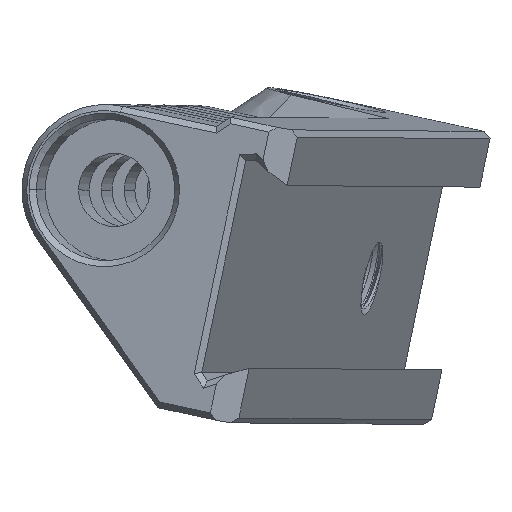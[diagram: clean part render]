
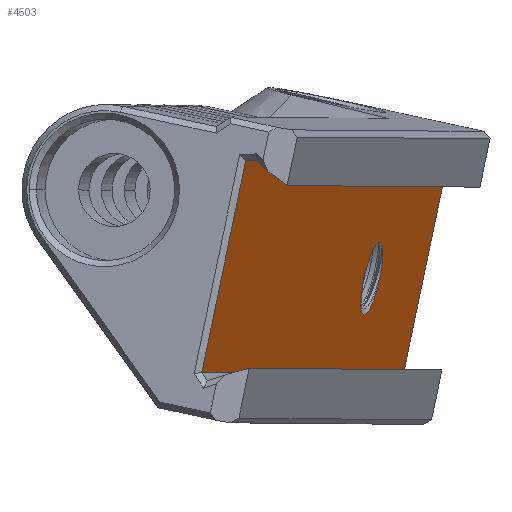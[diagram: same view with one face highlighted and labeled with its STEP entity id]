
A CAD part, top view. The second image highlights one B-rep face of the part: STEP entity #4503.
In plain terms, the highlighted planar face has unit normal (0.957, -0.208, 0.203).
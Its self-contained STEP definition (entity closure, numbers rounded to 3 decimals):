
#5 = CARTESIAN_POINT ( 'NONE',  ( 22.257, -2.836, -40.532 ) ) ;
#10 = EDGE_CURVE ( 'NONE', #1768, #212, #6733, .T. ) ;
#13 = EDGE_CURVE ( 'NONE', #3976, #385, #4256, .T. ) ;
#86 = B_SPLINE_CURVE_WITH_KNOTS ( 'NONE', 3,
 ( #2082, #4875, #7185, #6494, #7221, #314, #3756, #2156, #4315, #984, #3275, #430, #4833, #2679 ),
 .UNSPECIFIED., .F., .F.,
 ( 4, 2, 2, 2, 2, 2, 4 ),
 ( 0., 0., 0.001, 0.002, 0.002, 0.003, 0.003 ),
 .UNSPECIFIED. ) ;
#124 = CARTESIAN_POINT ( 'NONE',  ( 24.695, 8.892, -40.013 ) ) ;
#200 = FACE_BOUND ( 'NONE', #3310, .T. ) ;
#212 = VERTEX_POINT ( 'NONE', #4218 ) ;
#263 = VERTEX_POINT ( 'NONE', #124 ) ;
#314 = CARTESIAN_POINT ( 'NONE',  ( 21.699, 5.398, -29.491 ) ) ;
#359 = CARTESIAN_POINT ( 'NONE',  ( 21.922, 4.156, -31.809 ) ) ;
#373 = VERTEX_POINT ( 'NONE', #6902 ) ;
#385 = VERTEX_POINT ( 'NONE', #7300 ) ;
#430 = CARTESIAN_POINT ( 'NONE',  ( 21.24, 3.892, -28.868 ) ) ;
#457 = VERTEX_POINT ( 'NONE', #1410 ) ;
#466 = CARTESIAN_POINT ( 'NONE',  ( 21.644, 4.217, -30.439 ) ) ;
#552 = CARTESIAN_POINT ( 'NONE',  ( 21.201, 3.65, -28.931 ) ) ;
#687 = CARTESIAN_POINT ( 'NONE',  ( 22.257, -2.836, -40.532 ) ) ;
#858 = EDGE_LOOP ( 'NONE', ( #4746, #1481, #4976, #3351 ) ) ;
#912 = CARTESIAN_POINT ( 'NONE',  ( 21.191, 2.731, -29.825 ) ) ;
#929 = EDGE_CURVE ( 'NONE', #373, #212, #4464, .T. ) ;
#953 = CARTESIAN_POINT ( 'NONE',  ( 21.707, 3.333, -31.636 ) ) ;
#984 = CARTESIAN_POINT ( 'NONE',  ( 21.317, 4.264, -28.849 ) ) ;
#1271 = EDGE_CURVE ( 'NONE', #263, #373, #6588, .T. ) ;
#1410 = CARTESIAN_POINT ( 'NONE',  ( 21.941, 5.585, -30.439 ) ) ;
#1481 = ORIENTED_EDGE ( 'NONE', *, *, #929, .T. ) ;
#1768 = VERTEX_POINT ( 'NONE', #2043 ) ;
#1797 = AXIS2_PLACEMENT_3D ( 'NONE', #687, #4101, #6347 ) ;
#1911 = EDGE_CURVE ( 'NONE', #263, #1768, #2784, .T. ) ;
#1985 = CIRCLE ( 'NONE', #2228, 1.4 ) ;
#2043 = CARTESIAN_POINT ( 'NONE',  ( 22.891, 0.213, -40.397 ) ) ;
#2082 = CARTESIAN_POINT ( 'NONE',  ( 21.941, 5.585, -30.439 ) ) ;
#2116 = VECTOR ( 'NONE', #4268, 1000. ) ;
#2156 = CARTESIAN_POINT ( 'NONE',  ( 21.478, 4.859, -28.998 ) ) ;
#2228 = AXIS2_PLACEMENT_3D ( 'NONE', #466, #2255, #6023 ) ;
#2255 = DIRECTION ( 'NONE',  ( -0.957, 0.208, -0.203 ) ) ;
#2261 = DIRECTION ( 'NONE',  ( -0.203, -0.978, -0.043 ) ) ;
#2298 = CARTESIAN_POINT ( 'NONE',  ( 14.626, 0.213, -1.516 ) ) ;
#2399 = B_SPLINE_CURVE_WITH_KNOTS ( 'NONE', 3,
 ( #912, #6571, #3206, #3168, #3644, #6025, #6604, #5913, #3684, #5951, #953, #3246, #3092, #359 ),
 .UNSPECIFIED., .F., .F.,
 ( 4, 2, 2, 2, 2, 2, 4 ),
 ( 0., 0., 0.001, 0.001, 0.002, 0.002, 0.003 ),
 .UNSPECIFIED. ) ;
#2600 = VECTOR ( 'NONE', #3371, 1000. ) ;
#2679 = CARTESIAN_POINT ( 'NONE',  ( 21.201, 3.65, -28.931 ) ) ;
#2784 = LINE ( 'NONE', #5, #3783 ) ;
#2848 = EDGE_CURVE ( 'NONE', #457, #3976, #86, .T. ) ;
#2977 = PLANE ( 'NONE',  #1797 ) ;
#3092 = CARTESIAN_POINT ( 'NONE',  ( 21.873, 3.909, -31.831 ) ) ;
#3168 = CARTESIAN_POINT ( 'NONE',  ( 21.272, 2.632, -30.308 ) ) ;
#3206 = CARTESIAN_POINT ( 'NONE',  ( 21.226, 2.66, -30.064 ) ) ;
#3246 = CARTESIAN_POINT ( 'NONE',  ( 21.811, 3.662, -31.789 ) ) ;
#3275 = CARTESIAN_POINT ( 'NONE',  ( 21.289, 4.138, -28.847 ) ) ;
#3310 = EDGE_LOOP ( 'NONE', ( #6550, #6676, #4870, #5911 ) ) ;
#3323 = EDGE_CURVE ( 'NONE', #457, #6247, #1985, .T. ) ;
#3351 = ORIENTED_EDGE ( 'NONE', *, *, #1911, .F. ) ;
#3371 = DIRECTION ( 'NONE',  ( -0.208, 0., 0.978 ) ) ;
#3644 = CARTESIAN_POINT ( 'NONE',  ( 21.299, 2.632, -30.433 ) ) ;
#3684 = CARTESIAN_POINT ( 'NONE',  ( 21.598, 3.048, -31.416 ) ) ;
#3756 = CARTESIAN_POINT ( 'NONE',  ( 21.624, 5.244, -29.293 ) ) ;
#3783 = VECTOR ( 'NONE', #6819, 1000. ) ;
#3853 = CARTESIAN_POINT ( 'NONE',  ( 21.168, 2.82, -29.625 ) ) ;
#3976 = VERTEX_POINT ( 'NONE', #5285 ) ;
#4101 = DIRECTION ( 'NONE',  ( -0.957, 0.208, -0.203 ) ) ;
#4152 = VECTOR ( 'NONE', #2261, 1000. ) ;
#4218 = CARTESIAN_POINT ( 'NONE',  ( 14.626, 0.213, -1.516 ) ) ;
#4256 = B_SPLINE_CURVE_WITH_KNOTS ( 'NONE', 3,
 ( #552, #7245, #6179, #6694, #3853, #6658 ),
 .UNSPECIFIED., .F., .F.,
 ( 4, 2, 4 ),
 ( 0., 0.001, 0.001 ),
 .UNSPECIFIED. ) ;
#4268 = DIRECTION ( 'NONE',  ( -0.208, 0., 0.978 ) ) ;
#4315 = CARTESIAN_POINT ( 'NONE',  ( 21.407, 4.627, -28.902 ) ) ;
#4464 = LINE ( 'NONE', #2298, #4152 ) ;
#4503 = ADVANCED_FACE ( 'NONE', ( #5278, #200 ), #2977, .F. ) ;
#4624 = EDGE_CURVE ( 'NONE', #385, #6247, #2399, .T. ) ;
#4746 = ORIENTED_EDGE ( 'NONE', *, *, #1271, .T. ) ;
#4833 = CARTESIAN_POINT ( 'NONE',  ( 21.219, 3.771, -28.892 ) ) ;
#4870 = ORIENTED_EDGE ( 'NONE', *, *, #2848, .F. ) ;
#4875 = CARTESIAN_POINT ( 'NONE',  ( 21.919, 5.603, -30.314 ) ) ;
#4976 = ORIENTED_EDGE ( 'NONE', *, *, #10, .F. ) ;
#5023 = CARTESIAN_POINT ( 'NONE',  ( 21.922, 4.156, -31.809 ) ) ;
#5108 = CARTESIAN_POINT ( 'NONE',  ( 22.891, 0.213, -40.397 ) ) ;
#5278 = FACE_OUTER_BOUND ( 'NONE', #858, .T. ) ;
#5285 = CARTESIAN_POINT ( 'NONE',  ( 21.201, 3.65, -28.931 ) ) ;
#5911 = ORIENTED_EDGE ( 'NONE', *, *, #3323, .T. ) ;
#5913 = CARTESIAN_POINT ( 'NONE',  ( 21.561, 2.966, -31.326 ) ) ;
#5951 = CARTESIAN_POINT ( 'NONE',  ( 21.67, 3.23, -31.57 ) ) ;
#6023 = DIRECTION ( 'NONE',  ( -0.212, -0.977, 0. ) ) ;
#6025 = CARTESIAN_POINT ( 'NONE',  ( 21.385, 2.676, -30.795 ) ) ;
#6179 = CARTESIAN_POINT ( 'NONE',  ( 21.16, 3.264, -29.136 ) ) ;
#6247 = VERTEX_POINT ( 'NONE', #5023 ) ;
#6347 = DIRECTION ( 'NONE',  ( -0.212, -0.977, 0. ) ) ;
#6494 = CARTESIAN_POINT ( 'NONE',  ( 21.834, 5.573, -29.946 ) ) ;
#6550 = ORIENTED_EDGE ( 'NONE', *, *, #4624, .F. ) ;
#6571 = CARTESIAN_POINT ( 'NONE',  ( 21.207, 2.688, -29.943 ) ) ;
#6588 = LINE ( 'NONE', #7173, #2116 ) ;
#6604 = CARTESIAN_POINT ( 'NONE',  ( 21.453, 2.762, -31.029 ) ) ;
#6658 = CARTESIAN_POINT ( 'NONE',  ( 21.191, 2.731, -29.825 ) ) ;
#6676 = ORIENTED_EDGE ( 'NONE', *, *, #13, .F. ) ;
#6694 = CARTESIAN_POINT ( 'NONE',  ( 21.157, 2.948, -29.443 ) ) ;
#6733 = LINE ( 'NONE', #5108, #2600 ) ;
#6819 = DIRECTION ( 'NONE',  ( -0.203, -0.978, -0.043 ) ) ;
#6902 = CARTESIAN_POINT ( 'NONE',  ( 16.431, 8.892, -1.132 ) ) ;
#7173 = CARTESIAN_POINT ( 'NONE',  ( 24.695, 8.892, -40.013 ) ) ;
#7185 = CARTESIAN_POINT ( 'NONE',  ( 21.893, 5.604, -30.191 ) ) ;
#7221 = CARTESIAN_POINT ( 'NONE',  ( 21.802, 5.541, -29.826 ) ) ;
#7245 = CARTESIAN_POINT ( 'NONE',  ( 21.174, 3.448, -29.015 ) ) ;
#7300 = CARTESIAN_POINT ( 'NONE',  ( 21.191, 2.731, -29.825 ) ) ;
